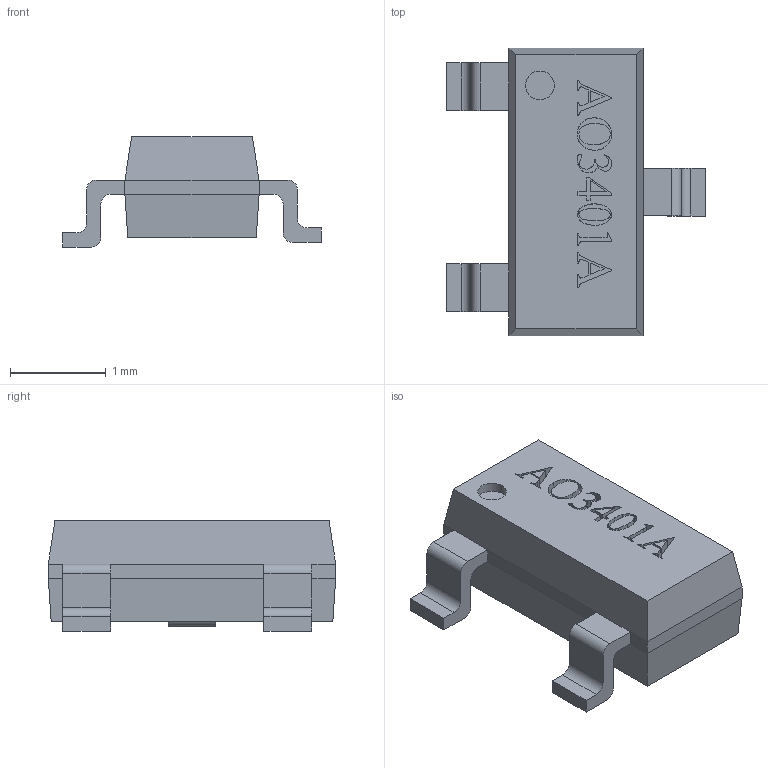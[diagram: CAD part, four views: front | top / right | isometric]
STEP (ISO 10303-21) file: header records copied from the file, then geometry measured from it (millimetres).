
FILE_DESCRIPTION(('FreeCAD Model'),'2;1');
FILE_NAME('Open CASCADE Shape Model','2024-07-31T15:55:17',(''),(''), 'Open CASCADE STEP processor 7.6','FreeCAD','Unknown');
FILE_SCHEMA(('AUTOMOTIVE_DESIGN { 1 0 10303 214 1 1 1 1 }'));
Length unit declared in the file: millimetre
Products named in the file (1): Body
Bounding box: 2.7 x 3 x 1.15 mm (x, y, z)
Volume: 4.5 mm3; surface area: 22.3 mm2
Topology: 1 solids, 1 shells, 221 faces, 598 edges, 392 vertices
Faces by surface type: plane 104, extrusion 96, cylinder 13, bspline 8
Full cylindrical faces by diameter (mm): 0.3 x1
Entity records: 14988 total; most frequent: CARTESIAN_POINT 3570, DIRECTION 1715, VECTOR 1426, LINE 1330, ORIENTED_EDGE 1196, PCURVE 1196, DEFINITIONAL_REPRESENTATION 1196, EDGE_CURVE 598
